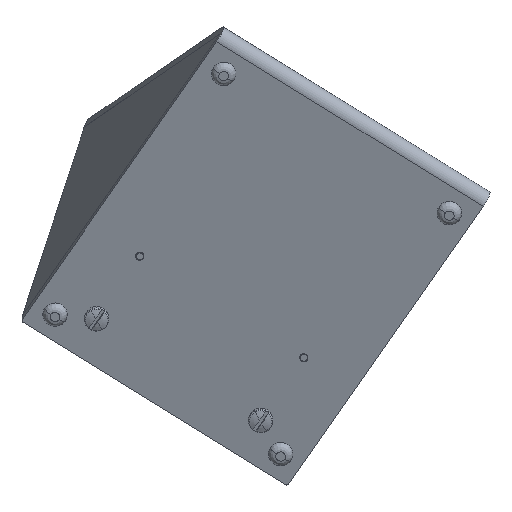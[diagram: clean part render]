
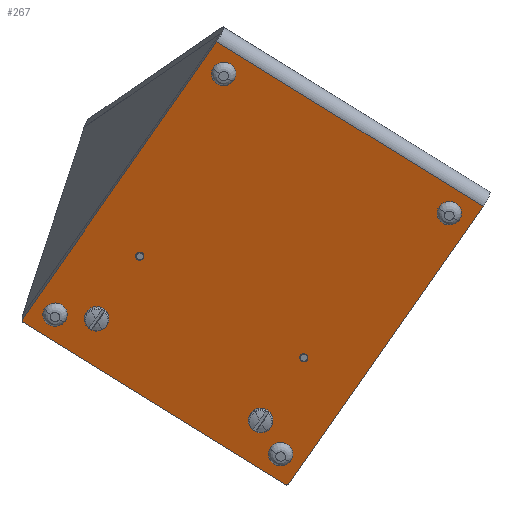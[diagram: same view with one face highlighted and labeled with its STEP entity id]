
A CAD part, front view. The second image highlights one B-rep face of the part: STEP entity #267.
In plain terms, the highlighted face is planar.
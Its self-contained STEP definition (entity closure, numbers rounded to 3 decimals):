
#70=CARTESIAN_POINT('Axis2P3D Location',(0.,0.,0.)) ;
#113=CARTESIAN_POINT('Line Origine',(-65.,73.,0.)) ;
#117=CARTESIAN_POINT('Vertex',(-65.,1.,0.)) ;
#119=CARTESIAN_POINT('Vertex',(-65.,145.,0.)) ;
#122=CARTESIAN_POINT('Line Origine',(0.,145.,0.)) ;
#126=CARTESIAN_POINT('Vertex',(65.,145.,0.)) ;
#129=CARTESIAN_POINT('Line Origine',(65.,73.,0.)) ;
#133=CARTESIAN_POINT('Vertex',(65.,1.,0.)) ;
#136=CARTESIAN_POINT('Axis2P3D Location',(64.,1.,0.)) ;
#140=CARTESIAN_POINT('Vertex',(64.,0.,0.)) ;
#143=CARTESIAN_POINT('Line Origine',(0.,0.,0.)) ;
#147=CARTESIAN_POINT('Vertex',(-64.,0.,0.)) ;
#150=CARTESIAN_POINT('Axis2P3D Location',(-64.,1.,0.)) ;
#163=CARTESIAN_POINT('Line Origine',(42.1,18.,0.)) ;
#167=CARTESIAN_POINT('Vertex',(42.1,19.,0.)) ;
#169=CARTESIAN_POINT('Vertex',(42.1,17.,0.)) ;
#172=CARTESIAN_POINT('Axis2P3D Location',(40.,19.,0.)) ;
#176=CARTESIAN_POINT('Vertex',(37.9,19.,0.)) ;
#179=CARTESIAN_POINT('Line Origine',(37.9,18.,0.)) ;
#183=CARTESIAN_POINT('Vertex',(37.9,17.,0.)) ;
#186=CARTESIAN_POINT('Axis2P3D Location',(40.,17.,0.)) ;
#197=CARTESIAN_POINT('Line Origine',(-37.9,18.,0.)) ;
#201=CARTESIAN_POINT('Vertex',(-37.9,19.,0.)) ;
#203=CARTESIAN_POINT('Vertex',(-37.9,17.,0.)) ;
#206=CARTESIAN_POINT('Axis2P3D Location',(-40.,19.,0.)) ;
#210=CARTESIAN_POINT('Vertex',(-42.1,19.,0.)) ;
#213=CARTESIAN_POINT('Line Origine',(-42.1,18.,0.)) ;
#217=CARTESIAN_POINT('Vertex',(-42.1,17.,0.)) ;
#220=CARTESIAN_POINT('Axis2P3D Location',(-40.,17.,0.)) ;
#231=CARTESIAN_POINT('Axis2P3D Location',(40.,50.,0.)) ;
#235=CARTESIAN_POINT('Vertex',(41.7,50.,0.)) ;
#237=CARTESIAN_POINT('Vertex',(38.3,50.,0.)) ;
#240=CARTESIAN_POINT('Axis2P3D Location',(40.,50.,0.)) ;
#249=CARTESIAN_POINT('Axis2P3D Location',(-40.,50.,0.)) ;
#253=CARTESIAN_POINT('Vertex',(-41.7,50.,0.)) ;
#255=CARTESIAN_POINT('Vertex',(-38.3,50.,0.)) ;
#258=CARTESIAN_POINT('Axis2P3D Location',(-40.,50.,0.)) ;
#71=DIRECTION('Axis2P3D Direction',(0.,0.,-1.)) ;
#72=DIRECTION('Axis2P3D XDirection',(0.,1.,0.)) ;
#114=DIRECTION('Vector Direction',(0.,1.,0.)) ;
#123=DIRECTION('Vector Direction',(1.,0.,0.)) ;
#130=DIRECTION('Vector Direction',(0.,1.,0.)) ;
#137=DIRECTION('Axis2P3D Direction',(0.,0.,-1.)) ;
#144=DIRECTION('Vector Direction',(1.,0.,0.)) ;
#151=DIRECTION('Axis2P3D Direction',(0.,0.,-1.)) ;
#164=DIRECTION('Vector Direction',(0.,1.,0.)) ;
#173=DIRECTION('Axis2P3D Direction',(0.,0.,-1.)) ;
#180=DIRECTION('Vector Direction',(0.,-1.,0.)) ;
#187=DIRECTION('Axis2P3D Direction',(0.,0.,-1.)) ;
#198=DIRECTION('Vector Direction',(0.,1.,0.)) ;
#207=DIRECTION('Axis2P3D Direction',(0.,0.,-1.)) ;
#214=DIRECTION('Vector Direction',(0.,-1.,0.)) ;
#221=DIRECTION('Axis2P3D Direction',(0.,0.,-1.)) ;
#232=DIRECTION('Axis2P3D Direction',(0.,0.,-1.)) ;
#241=DIRECTION('Axis2P3D Direction',(0.,0.,-1.)) ;
#250=DIRECTION('Axis2P3D Direction',(0.,0.,-1.)) ;
#259=DIRECTION('Axis2P3D Direction',(0.,0.,-1.)) ;
#73=AXIS2_PLACEMENT_3D('Plane Axis2P3D',#70,#71,#72) ;
#138=AXIS2_PLACEMENT_3D('Circle Axis2P3D',#136,#137,$) ;
#152=AXIS2_PLACEMENT_3D('Circle Axis2P3D',#150,#151,$) ;
#174=AXIS2_PLACEMENT_3D('Circle Axis2P3D',#172,#173,$) ;
#188=AXIS2_PLACEMENT_3D('Circle Axis2P3D',#186,#187,$) ;
#208=AXIS2_PLACEMENT_3D('Circle Axis2P3D',#206,#207,$) ;
#222=AXIS2_PLACEMENT_3D('Circle Axis2P3D',#220,#221,$) ;
#233=AXIS2_PLACEMENT_3D('Circle Axis2P3D',#231,#232,$) ;
#242=AXIS2_PLACEMENT_3D('Circle Axis2P3D',#240,#241,$) ;
#251=AXIS2_PLACEMENT_3D('Circle Axis2P3D',#249,#250,$) ;
#260=AXIS2_PLACEMENT_3D('Circle Axis2P3D',#258,#259,$) ;
#156=ORIENTED_EDGE('',*,*,#121,.T.) ;
#157=ORIENTED_EDGE('',*,*,#128,.T.) ;
#158=ORIENTED_EDGE('',*,*,#135,.F.) ;
#159=ORIENTED_EDGE('',*,*,#142,.F.) ;
#160=ORIENTED_EDGE('',*,*,#149,.F.) ;
#161=ORIENTED_EDGE('',*,*,#154,.F.) ;
#192=ORIENTED_EDGE('',*,*,#171,.F.) ;
#193=ORIENTED_EDGE('',*,*,#178,.F.) ;
#194=ORIENTED_EDGE('',*,*,#185,.F.) ;
#195=ORIENTED_EDGE('',*,*,#190,.F.) ;
#226=ORIENTED_EDGE('',*,*,#205,.F.) ;
#227=ORIENTED_EDGE('',*,*,#212,.F.) ;
#228=ORIENTED_EDGE('',*,*,#219,.F.) ;
#229=ORIENTED_EDGE('',*,*,#224,.F.) ;
#246=ORIENTED_EDGE('',*,*,#239,.F.) ;
#247=ORIENTED_EDGE('',*,*,#244,.F.) ;
#264=ORIENTED_EDGE('',*,*,#257,.F.) ;
#265=ORIENTED_EDGE('',*,*,#262,.F.) ;
#196=FACE_BOUND('',#191,.T.) ;
#230=FACE_BOUND('',#225,.T.) ;
#248=FACE_BOUND('',#245,.T.) ;
#266=FACE_BOUND('',#263,.T.) ;
#115=VECTOR('Line Direction',#114,1.) ;
#124=VECTOR('Line Direction',#123,1.) ;
#131=VECTOR('Line Direction',#130,1.) ;
#145=VECTOR('Line Direction',#144,1.) ;
#165=VECTOR('Line Direction',#164,1.) ;
#181=VECTOR('Line Direction',#180,1.) ;
#199=VECTOR('Line Direction',#198,1.) ;
#215=VECTOR('Line Direction',#214,1.) ;
#267=ADVANCED_FACE('PartBody',(#162,#196,#230,#248,#266),#74,.T.) ;
#139=CIRCLE('generated circle',#138,1.) ;
#153=CIRCLE('generated circle',#152,1.) ;
#175=CIRCLE('generated circle',#174,2.1) ;
#189=CIRCLE('generated circle',#188,2.1) ;
#209=CIRCLE('generated circle',#208,2.1) ;
#223=CIRCLE('generated circle',#222,2.1) ;
#234=CIRCLE('generated circle',#233,1.7) ;
#243=CIRCLE('generated circle',#242,1.7) ;
#252=CIRCLE('generated circle',#251,1.7) ;
#261=CIRCLE('generated circle',#260,1.7) ;
#121=EDGE_CURVE('',#118,#120,#116,.T.) ;
#128=EDGE_CURVE('',#120,#127,#125,.T.) ;
#135=EDGE_CURVE('',#134,#127,#132,.T.) ;
#142=EDGE_CURVE('',#141,#134,#139,.F.) ;
#149=EDGE_CURVE('',#148,#141,#146,.T.) ;
#154=EDGE_CURVE('',#118,#148,#153,.F.) ;
#171=EDGE_CURVE('',#168,#170,#166,.F.) ;
#178=EDGE_CURVE('',#177,#168,#175,.T.) ;
#185=EDGE_CURVE('',#184,#177,#182,.F.) ;
#190=EDGE_CURVE('',#170,#184,#189,.T.) ;
#205=EDGE_CURVE('',#202,#204,#200,.F.) ;
#212=EDGE_CURVE('',#211,#202,#209,.T.) ;
#219=EDGE_CURVE('',#218,#211,#216,.F.) ;
#224=EDGE_CURVE('',#204,#218,#223,.T.) ;
#239=EDGE_CURVE('',#236,#238,#234,.T.) ;
#244=EDGE_CURVE('',#238,#236,#243,.T.) ;
#257=EDGE_CURVE('',#254,#256,#252,.T.) ;
#262=EDGE_CURVE('',#256,#254,#261,.T.) ;
#155=EDGE_LOOP('',(#156,#157,#158,#159,#160,#161)) ;
#191=EDGE_LOOP('',(#192,#193,#194,#195)) ;
#225=EDGE_LOOP('',(#226,#227,#228,#229)) ;
#245=EDGE_LOOP('',(#246,#247)) ;
#263=EDGE_LOOP('',(#264,#265)) ;
#162=FACE_OUTER_BOUND('',#155,.T.) ;
#116=LINE('Line',#113,#115) ;
#125=LINE('Line',#122,#124) ;
#132=LINE('Line',#129,#131) ;
#146=LINE('Line',#143,#145) ;
#166=LINE('Line',#163,#165) ;
#182=LINE('Line',#179,#181) ;
#200=LINE('Line',#197,#199) ;
#216=LINE('Line',#213,#215) ;
#74=PLANE('',#73) ;
#118=VERTEX_POINT('',#117) ;
#120=VERTEX_POINT('',#119) ;
#127=VERTEX_POINT('',#126) ;
#134=VERTEX_POINT('',#133) ;
#141=VERTEX_POINT('',#140) ;
#148=VERTEX_POINT('',#147) ;
#168=VERTEX_POINT('',#167) ;
#170=VERTEX_POINT('',#169) ;
#177=VERTEX_POINT('',#176) ;
#184=VERTEX_POINT('',#183) ;
#202=VERTEX_POINT('',#201) ;
#204=VERTEX_POINT('',#203) ;
#211=VERTEX_POINT('',#210) ;
#218=VERTEX_POINT('',#217) ;
#236=VERTEX_POINT('',#235) ;
#238=VERTEX_POINT('',#237) ;
#254=VERTEX_POINT('',#253) ;
#256=VERTEX_POINT('',#255) ;
